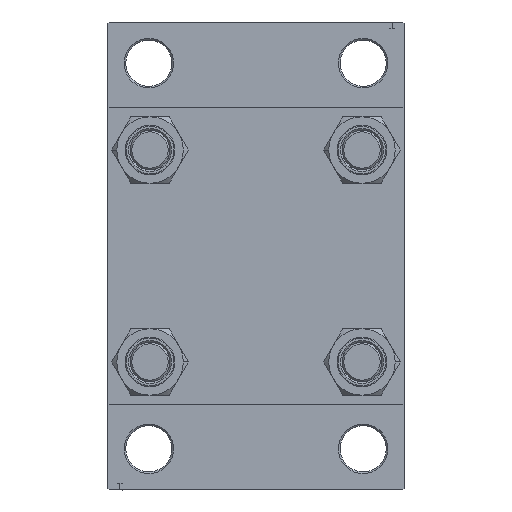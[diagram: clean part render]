
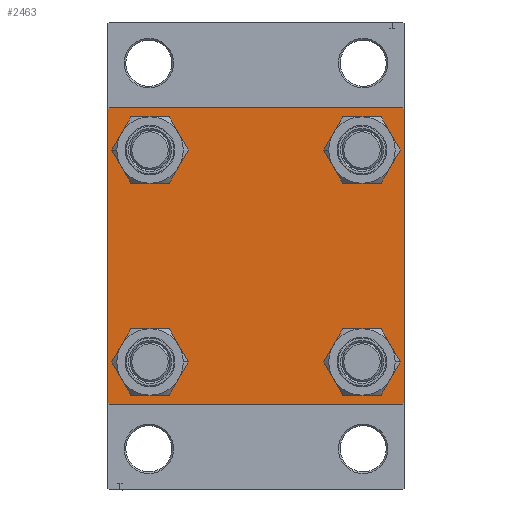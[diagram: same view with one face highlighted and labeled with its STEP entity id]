
A CAD part, left-side view. The second image highlights one B-rep face of the part: STEP entity #2463.
In plain terms, the highlighted planar face has unit normal (-1, 0, 0).
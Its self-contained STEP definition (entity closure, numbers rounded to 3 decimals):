
#101 = EDGE_LOOP ( 'NONE', ( #17395, #35938 ) ) ;
#950 = FACE_BOUND ( 'NONE', #39674, .T. ) ;
#1268 = DIRECTION ( 'NONE',  ( 0., 0., 1. ) ) ;
#1300 = VERTEX_POINT ( 'NONE', #16997 ) ;
#2000 = ORIENTED_EDGE ( 'NONE', *, *, #3351, .T. ) ;
#2058 = VERTEX_POINT ( 'NONE', #28623 ) ;
#2191 = ORIENTED_EDGE ( 'NONE', *, *, #22174, .T. ) ;
#2463 = ADVANCED_FACE ( 'NONE', ( #33796, #950, #29973, #4785, #23255 ), #18944, .T. ) ;
#2691 = DIRECTION ( 'NONE',  ( 0., 0.707, 0.707 ) ) ;
#3125 = EDGE_CURVE ( 'NONE', #43037, #8317, #15148, .T. ) ;
#3351 = EDGE_CURVE ( 'NONE', #20523, #6943, #7430, .T. ) ;
#3680 = LINE ( 'NONE', #7281, #20102 ) ;
#3746 = LINE ( 'NONE', #15491, #18796 ) ;
#3836 = DIRECTION ( 'NONE',  ( 1., 0., 0. ) ) ;
#3940 = CIRCLE ( 'NONE', #9295, 6.5 ) ;
#4055 = VERTEX_POINT ( 'NONE', #18524 ) ;
#4279 = CARTESIAN_POINT ( 'NONE',  ( 0., -32.15, 38.65 ) ) ;
#4284 = CARTESIAN_POINT ( 'NONE',  ( 0., 44.5, -45. ) ) ;
#4343 = DIRECTION ( 'NONE',  ( 0., 0., -1. ) ) ;
#4554 = DIRECTION ( 'NONE',  ( 0., 0., 1. ) ) ;
#4785 = FACE_BOUND ( 'NONE', #101, .T. ) ;
#6061 = CARTESIAN_POINT ( 'NONE',  ( 0., -45., -44.5 ) ) ;
#6341 = CARTESIAN_POINT ( 'NONE',  ( 0., -32.15, -38.65 ) ) ;
#6943 = VERTEX_POINT ( 'NONE', #37403 ) ;
#7054 = CARTESIAN_POINT ( 'NONE',  ( 0., 44.75, 44.75 ) ) ;
#7281 = CARTESIAN_POINT ( 'NONE',  ( 0., 44.75, -44.75 ) ) ;
#7430 = CIRCLE ( 'NONE', #41893, 6.5 ) ;
#7713 = CARTESIAN_POINT ( 'NONE',  ( 0., 45., 45. ) ) ;
#8317 = VERTEX_POINT ( 'NONE', #23948 ) ;
#8775 = VERTEX_POINT ( 'NONE', #6061 ) ;
#9295 = AXIS2_PLACEMENT_3D ( 'NONE', #41309, #37707, #1268 ) ;
#9671 = CARTESIAN_POINT ( 'NONE',  ( 0., 32.15, 38.65 ) ) ;
#10075 = AXIS2_PLACEMENT_3D ( 'NONE', #37386, #15595, #4554 ) ;
#10087 = CARTESIAN_POINT ( 'NONE',  ( 0., -32.15, 32.15 ) ) ;
#10310 = VERTEX_POINT ( 'NONE', #34673 ) ;
#10765 = EDGE_CURVE ( 'NONE', #11447, #10310, #40473, .T. ) ;
#11129 = EDGE_CURVE ( 'NONE', #41027, #34196, #35828, .T. ) ;
#11216 = DIRECTION ( 'NONE',  ( 0., -1., 0. ) ) ;
#11248 = ORIENTED_EDGE ( 'NONE', *, *, #35737, .T. ) ;
#11447 = VERTEX_POINT ( 'NONE', #9671 ) ;
#11563 = ORIENTED_EDGE ( 'NONE', *, *, #35924, .F. ) ;
#12193 = AXIS2_PLACEMENT_3D ( 'NONE', #13526, #24564, #47295 ) ;
#13217 = ORIENTED_EDGE ( 'NONE', *, *, #17036, .T. ) ;
#13526 = CARTESIAN_POINT ( 'NONE',  ( 0., 32.15, 32.15 ) ) ;
#14504 = AXIS2_PLACEMENT_3D ( 'NONE', #33232, #17910, #32532 ) ;
#14650 = ORIENTED_EDGE ( 'NONE', *, *, #30986, .T. ) ;
#15016 = DIRECTION ( 'NONE',  ( 0., -0.707, 0.707 ) ) ;
#15061 = CIRCLE ( 'NONE', #34076, 6.5 ) ;
#15148 = LINE ( 'NONE', #7713, #40311 ) ;
#15162 = CARTESIAN_POINT ( 'NONE',  ( 0., 44.5, 45. ) ) ;
#15255 = ORIENTED_EDGE ( 'NONE', *, *, #36659, .F. ) ;
#15491 = CARTESIAN_POINT ( 'NONE',  ( 0., -44.75, -44.75 ) ) ;
#15587 = CARTESIAN_POINT ( 'NONE',  ( 0., 0., 0. ) ) ;
#15595 = DIRECTION ( 'NONE',  ( 1., 0., 0. ) ) ;
#15709 = VECTOR ( 'NONE', #39715, 1000. ) ;
#16323 = ORIENTED_EDGE ( 'NONE', *, *, #11129, .T. ) ;
#16997 = CARTESIAN_POINT ( 'NONE',  ( 0., -44.5, 45. ) ) ;
#17017 = EDGE_LOOP ( 'NONE', ( #2191, #14650 ) ) ;
#17036 = EDGE_CURVE ( 'NONE', #6943, #20523, #17538, .T. ) ;
#17215 = VERTEX_POINT ( 'NONE', #6341 ) ;
#17395 = ORIENTED_EDGE ( 'NONE', *, *, #10765, .T. ) ;
#17414 = CARTESIAN_POINT ( 'NONE',  ( 0., 45., 44.5 ) ) ;
#17538 = CIRCLE ( 'NONE', #14504, 6.5 ) ;
#17765 = CARTESIAN_POINT ( 'NONE',  ( 0., 32.15, -32.15 ) ) ;
#17910 = DIRECTION ( 'NONE',  ( 1., 0., 0. ) ) ;
#18011 = CARTESIAN_POINT ( 'NONE',  ( 0., 32.15, 32.15 ) ) ;
#18047 = VECTOR ( 'NONE', #2691, 1000. ) ;
#18524 = CARTESIAN_POINT ( 'NONE',  ( 0., 32.15, -38.65 ) ) ;
#18796 = VECTOR ( 'NONE', #15016, 1000. ) ;
#18944 = PLANE ( 'NONE',  #37264 ) ;
#19278 = CIRCLE ( 'NONE', #10075, 6.5 ) ;
#20042 = EDGE_LOOP ( 'NONE', ( #29402, #30317, #16323, #39305, #11563, #11248, #15255, #37266 ) ) ;
#20102 = VECTOR ( 'NONE', #29809, 1000. ) ;
#20523 = VERTEX_POINT ( 'NONE', #4279 ) ;
#21618 = DIRECTION ( 'NONE',  ( 0., 0., 1. ) ) ;
#22174 = EDGE_CURVE ( 'NONE', #40606, #4055, #3940, .T. ) ;
#23255 = FACE_OUTER_BOUND ( 'NONE', #20042, .T. ) ;
#23313 = VECTOR ( 'NONE', #29107, 1000. ) ;
#23344 = CARTESIAN_POINT ( 'NONE',  ( 0., 32.15, -25.65 ) ) ;
#23948 = CARTESIAN_POINT ( 'NONE',  ( 0., 45., -44.5 ) ) ;
#24564 = DIRECTION ( 'NONE',  ( 1., 0., 0. ) ) ;
#24807 = CARTESIAN_POINT ( 'NONE',  ( 0., -32.15, -25.65 ) ) ;
#24885 = CARTESIAN_POINT ( 'NONE',  ( 0., -45., 45. ) ) ;
#24952 = DIRECTION ( 'NONE',  ( 1., 0., 0. ) ) ;
#25661 = DIRECTION ( 'NONE',  ( 0., 0., 1. ) ) ;
#25895 = DIRECTION ( 'NONE',  ( -1., 0., 0. ) ) ;
#26261 = CIRCLE ( 'NONE', #28594, 6.5 ) ;
#27903 = ORIENTED_EDGE ( 'NONE', *, *, #46580, .T. ) ;
#28594 = AXIS2_PLACEMENT_3D ( 'NONE', #34097, #30509, #45118 ) ;
#28596 = LINE ( 'NONE', #35525, #18047 ) ;
#28623 = CARTESIAN_POINT ( 'NONE',  ( 0., -45., 44.5 ) ) ;
#29041 = DIRECTION ( 'NONE',  ( 1., 0., 0. ) ) ;
#29107 = DIRECTION ( 'NONE',  ( 0., 0.707, -0.707 ) ) ;
#29276 = EDGE_CURVE ( 'NONE', #8317, #41027, #3680, .T. ) ;
#29346 = EDGE_CURVE ( 'NONE', #17215, #37961, #26261, .T. ) ;
#29402 = ORIENTED_EDGE ( 'NONE', *, *, #3125, .T. ) ;
#29809 = DIRECTION ( 'NONE',  ( 0., -0.707, -0.707 ) ) ;
#29911 = LINE ( 'NONE', #47171, #40229 ) ;
#29973 = FACE_BOUND ( 'NONE', #17017, .T. ) ;
#30317 = ORIENTED_EDGE ( 'NONE', *, *, #29276, .T. ) ;
#30509 = DIRECTION ( 'NONE',  ( 1., 0., 0. ) ) ;
#30986 = EDGE_CURVE ( 'NONE', #4055, #40606, #46194, .T. ) ;
#32532 = DIRECTION ( 'NONE',  ( 0., 0., 1. ) ) ;
#33232 = CARTESIAN_POINT ( 'NONE',  ( 0., -32.15, 32.15 ) ) ;
#33418 = EDGE_CURVE ( 'NONE', #41332, #43037, #43476, .T. ) ;
#33609 = VECTOR ( 'NONE', #47092, 1000. ) ;
#33796 = FACE_BOUND ( 'NONE', #38524, .T. ) ;
#34076 = AXIS2_PLACEMENT_3D ( 'NONE', #18011, #29041, #21618 ) ;
#34097 = CARTESIAN_POINT ( 'NONE',  ( 0., -32.15, -32.15 ) ) ;
#34196 = VERTEX_POINT ( 'NONE', #38276 ) ;
#34673 = CARTESIAN_POINT ( 'NONE',  ( 0., 32.15, 25.65 ) ) ;
#35254 = EDGE_CURVE ( 'NONE', #34196, #8775, #3746, .T. ) ;
#35525 = CARTESIAN_POINT ( 'NONE',  ( 0., -44.75, 44.75 ) ) ;
#35737 = EDGE_CURVE ( 'NONE', #2058, #1300, #28596, .T. ) ;
#35828 = LINE ( 'NONE', #40363, #33609 ) ;
#35924 = EDGE_CURVE ( 'NONE', #2058, #8775, #46430, .T. ) ;
#35938 = ORIENTED_EDGE ( 'NONE', *, *, #38345, .T. ) ;
#36659 = EDGE_CURVE ( 'NONE', #41332, #1300, #29911, .T. ) ;
#37264 = AXIS2_PLACEMENT_3D ( 'NONE', #15587, #25895, #40503 ) ;
#37266 = ORIENTED_EDGE ( 'NONE', *, *, #33418, .T. ) ;
#37386 = CARTESIAN_POINT ( 'NONE',  ( 0., -32.15, -32.15 ) ) ;
#37403 = CARTESIAN_POINT ( 'NONE',  ( 0., -32.15, 25.65 ) ) ;
#37707 = DIRECTION ( 'NONE',  ( 1., 0., 0. ) ) ;
#37961 = VERTEX_POINT ( 'NONE', #24807 ) ;
#38276 = CARTESIAN_POINT ( 'NONE',  ( 0., -44.5, -45. ) ) ;
#38345 = EDGE_CURVE ( 'NONE', #10310, #11447, #15061, .T. ) ;
#38524 = EDGE_LOOP ( 'NONE', ( #2000, #13217 ) ) ;
#39305 = ORIENTED_EDGE ( 'NONE', *, *, #35254, .T. ) ;
#39520 = ORIENTED_EDGE ( 'NONE', *, *, #29346, .T. ) ;
#39674 = EDGE_LOOP ( 'NONE', ( #27903, #39520 ) ) ;
#39715 = DIRECTION ( 'NONE',  ( 0., 0., -1. ) ) ;
#40229 = VECTOR ( 'NONE', #11216, 1000. ) ;
#40311 = VECTOR ( 'NONE', #4343, 1000. ) ;
#40363 = CARTESIAN_POINT ( 'NONE',  ( 0., 45., -45. ) ) ;
#40473 = CIRCLE ( 'NONE', #12193, 6.5 ) ;
#40503 = DIRECTION ( 'NONE',  ( 0., 0., 1. ) ) ;
#40606 = VERTEX_POINT ( 'NONE', #23344 ) ;
#41027 = VERTEX_POINT ( 'NONE', #4284 ) ;
#41309 = CARTESIAN_POINT ( 'NONE',  ( 0., 32.15, -32.15 ) ) ;
#41332 = VERTEX_POINT ( 'NONE', #15162 ) ;
#41893 = AXIS2_PLACEMENT_3D ( 'NONE', #10087, #24952, #42450 ) ;
#42450 = DIRECTION ( 'NONE',  ( 0., 0., 1. ) ) ;
#43037 = VERTEX_POINT ( 'NONE', #17414 ) ;
#43476 = LINE ( 'NONE', #7054, #23313 ) ;
#43899 = AXIS2_PLACEMENT_3D ( 'NONE', #17765, #3836, #25661 ) ;
#45118 = DIRECTION ( 'NONE',  ( 0., 0., 1. ) ) ;
#46194 = CIRCLE ( 'NONE', #43899, 6.5 ) ;
#46430 = LINE ( 'NONE', #24885, #15709 ) ;
#46580 = EDGE_CURVE ( 'NONE', #37961, #17215, #19278, .T. ) ;
#47092 = DIRECTION ( 'NONE',  ( 0., -1., 0. ) ) ;
#47171 = CARTESIAN_POINT ( 'NONE',  ( 0., 45., 45. ) ) ;
#47295 = DIRECTION ( 'NONE',  ( 0., 0., 1. ) ) ;
